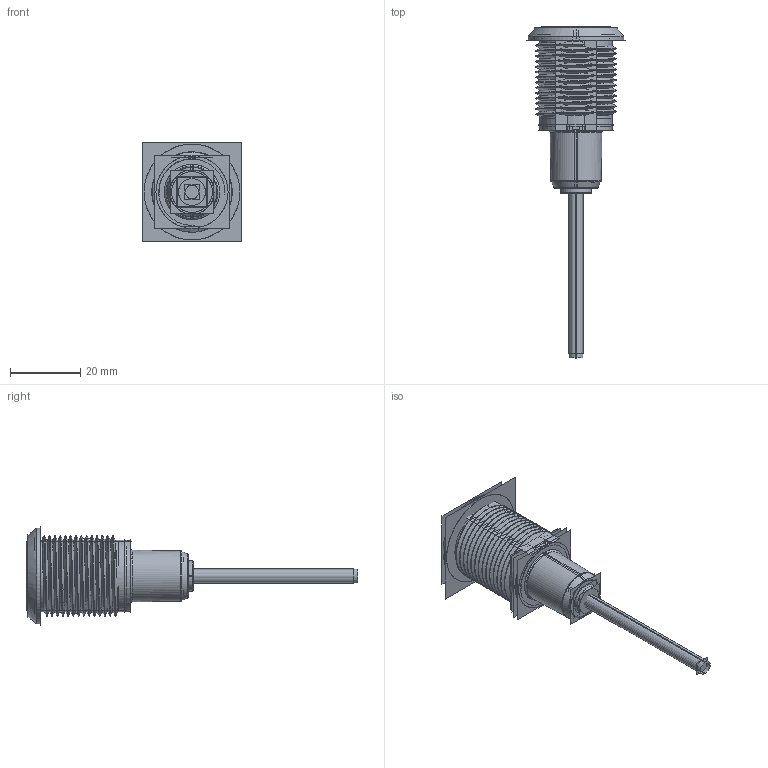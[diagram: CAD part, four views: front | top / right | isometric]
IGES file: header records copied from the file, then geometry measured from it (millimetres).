
Start section:  PTC IGES file: 202739.igs
Global section: file name: 202739.igs; native system: Creo Parametric by PTC Inc.; preprocessor: 2016260; author: pdmadmin; organization: Unknown; date: 20170905.150735; units: millimetre
Bounding box: 28.34 x 94.42 x 28.34 mm (x, y, z)
Volume: 6507.6 mm3; surface area: 108404.7 mm2
Topology: 5 solids, 5 shells, 454 faces, 2288 edges, 2876 vertices
Faces by surface type: bspline 244, revolution 210
